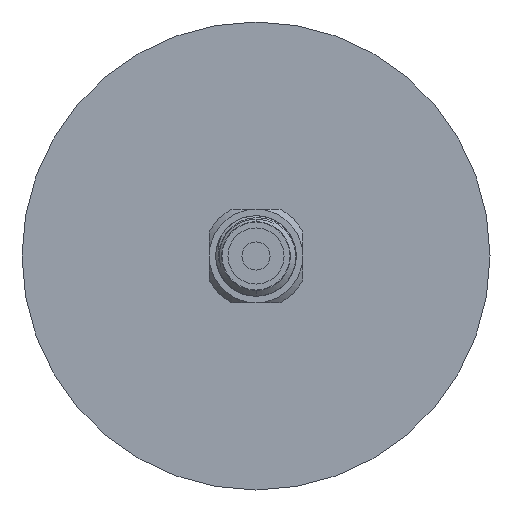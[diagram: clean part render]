
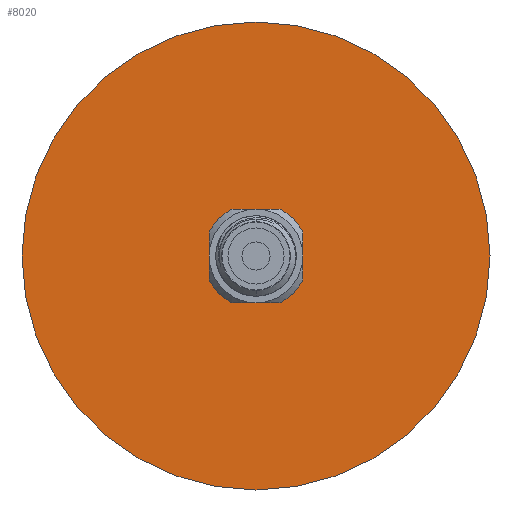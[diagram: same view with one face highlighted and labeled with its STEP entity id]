
A CAD part, front view. The second image highlights one B-rep face of the part: STEP entity #8020.
In plain terms, the highlighted planar face has unit normal (0, -1, 0).
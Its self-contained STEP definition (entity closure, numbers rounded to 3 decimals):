
#212 = AXIS2_PLACEMENT_3D ( 'NONE', #8877, #6045, #3734 ) ;
#217 = AXIS2_PLACEMENT_3D ( 'NONE', #9026, #3694, #3736 ) ;
#344 = DIRECTION ( 'NONE',  ( 0., 0., 1. ) ) ;
#650 = CARTESIAN_POINT ( 'NONE',  ( 0., -39.3, -6.9 ) ) ;
#894 = VERTEX_POINT ( 'NONE', #3886 ) ;
#1270 = EDGE_LOOP ( 'NONE', ( #9478, #6115 ) ) ;
#1282 = EDGE_CURVE ( 'NONE', #8650, #3511, #7171, .T. ) ;
#1386 = DIRECTION ( 'NONE',  ( 0., -1., 0. ) ) ;
#1432 = CARTESIAN_POINT ( 'NONE',  ( 0., -39.3, -4. ) ) ;
#1562 = FACE_BOUND ( 'NONE', #1270, .T. ) ;
#1621 = CIRCLE ( 'NONE', #9452, 20. ) ;
#1912 = AXIS2_PLACEMENT_3D ( 'NONE', #4749, #3934, #344 ) ;
#2535 = CIRCLE ( 'NONE', #217, 20. ) ;
#2928 = DIRECTION ( 'NONE',  ( 0., 0., 1. ) ) ;
#3125 = EDGE_LOOP ( 'NONE', ( #8763, #7672 ) ) ;
#3280 = CARTESIAN_POINT ( 'NONE',  ( 0., -39.3, -24. ) ) ;
#3511 = VERTEX_POINT ( 'NONE', #650 ) ;
#3694 = DIRECTION ( 'NONE',  ( 0., 1., 0. ) ) ;
#3734 = DIRECTION ( 'NONE',  ( 1., 0., 0. ) ) ;
#3736 = DIRECTION ( 'NONE',  ( 0., 0., -1. ) ) ;
#3886 = CARTESIAN_POINT ( 'NONE',  ( 0., -39.3, 16. ) ) ;
#3934 = DIRECTION ( 'NONE',  ( 0., -1., 0. ) ) ;
#4609 = EDGE_CURVE ( 'NONE', #8664, #894, #2535, .T. ) ;
#4675 = EDGE_CURVE ( 'NONE', #3511, #8650, #7619, .T. ) ;
#4749 = CARTESIAN_POINT ( 'NONE',  ( 0., -39.3, -4. ) ) ;
#5319 = FACE_OUTER_BOUND ( 'NONE', #3125, .T. ) ;
#5477 = EDGE_CURVE ( 'NONE', #894, #8664, #1621, .T. ) ;
#5485 = AXIS2_PLACEMENT_3D ( 'NONE', #1432, #1386, #2928 ) ;
#6045 = DIRECTION ( 'NONE',  ( 0., 1., 0. ) ) ;
#6115 = ORIENTED_EDGE ( 'NONE', *, *, #4675, .F. ) ;
#6223 = CARTESIAN_POINT ( 'NONE',  ( 0., -39.3, -1.1 ) ) ;
#6667 = PLANE ( 'NONE',  #212 ) ;
#6831 = DIRECTION ( 'NONE',  ( 0., 0., -1. ) ) ;
#7171 = CIRCLE ( 'NONE', #5485, 2.9 ) ;
#7619 = CIRCLE ( 'NONE', #1912, 2.9 ) ;
#7672 = ORIENTED_EDGE ( 'NONE', *, *, #4609, .F. ) ;
#8020 = ADVANCED_FACE ( 'NONE', ( #1562, #5319 ), #6667, .F. ) ;
#8323 = DIRECTION ( 'NONE',  ( 0., 1., 0. ) ) ;
#8650 = VERTEX_POINT ( 'NONE', #6223 ) ;
#8664 = VERTEX_POINT ( 'NONE', #3280 ) ;
#8763 = ORIENTED_EDGE ( 'NONE', *, *, #5477, .F. ) ;
#8877 = CARTESIAN_POINT ( 'NONE',  ( 0., -39.3, -4. ) ) ;
#8988 = CARTESIAN_POINT ( 'NONE',  ( 0., -39.3, -4. ) ) ;
#9026 = CARTESIAN_POINT ( 'NONE',  ( 0., -39.3, -4. ) ) ;
#9452 = AXIS2_PLACEMENT_3D ( 'NONE', #8988, #8323, #6831 ) ;
#9478 = ORIENTED_EDGE ( 'NONE', *, *, #1282, .F. ) ;
